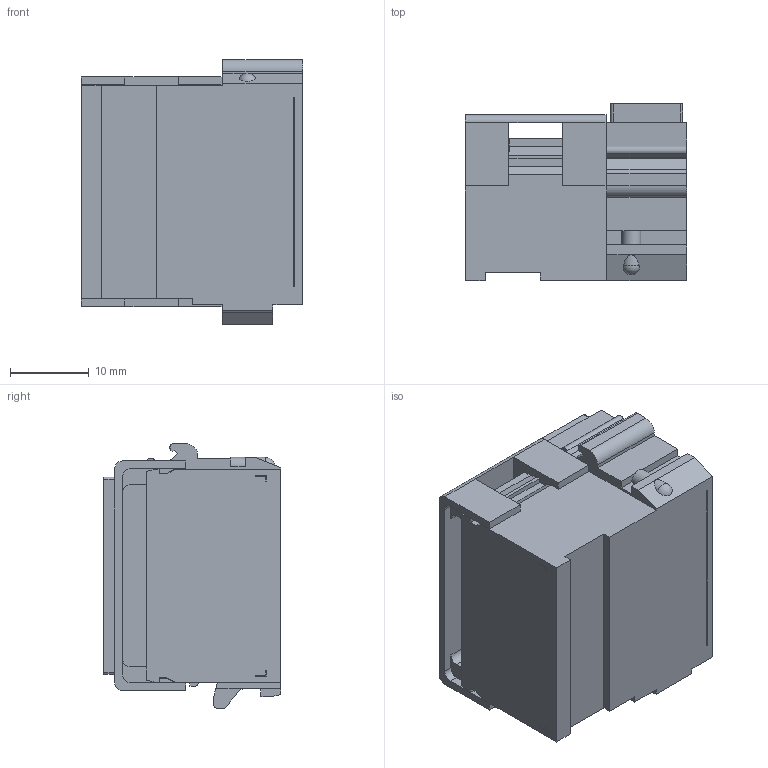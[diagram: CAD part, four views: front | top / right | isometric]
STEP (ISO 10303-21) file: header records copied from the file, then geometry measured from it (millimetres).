
FILE_DESCRIPTION((''),'2;1');
FILE_NAME('00176501799','2020-09-01T',('presta_be4'),(''),'CREO PARAMETRIC BY PTC INC, 2018360','CREO PARAMETRIC BY PTC INC, 2018360','');
FILE_SCHEMA(('CONFIG_CONTROL_DESIGN'));
Products named in the file (1): 00176501799
Bounding box: 28 x 22.45 x 33.55 mm (x, y, z)
Volume: 10376.4 mm3; surface area: 12860.7 mm2
Topology: 16 solids, 16 shells, 2757 faces, 6781 edges, 4297 vertices
Faces by surface type: plane 1608, cylinder 464, cone 384, torus 300, sphere 1
Entity records: 82751 total; most frequent: CARTESIAN_POINT 16032, DIRECTION 14388, ORIENTED_EDGE 13514, EDGE_CURVE 6757, AXIS2_PLACEMENT_3D 5260, VERTEX_POINT 4297, VECTOR 3868, LINE 3868
